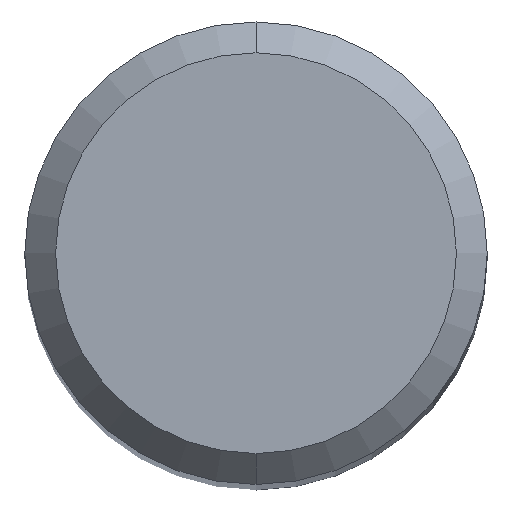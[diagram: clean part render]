
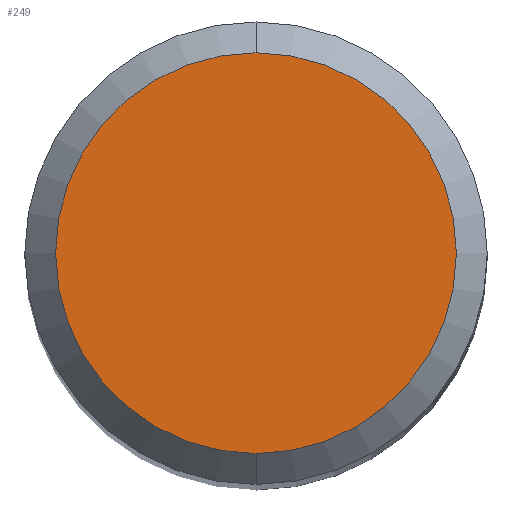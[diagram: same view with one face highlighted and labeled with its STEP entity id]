
A CAD part, top view. The second image highlights one B-rep face of the part: STEP entity #249.
In plain terms, the highlighted planar face has unit normal (0, 0, 1).
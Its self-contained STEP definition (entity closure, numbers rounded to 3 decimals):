
#249=ADVANCED_FACE('',(#612),#613,.T.);
#255=VERTEX_POINT('',#619);
#407=EDGE_CURVE('',#255,#439,#793,.T.);
#423=EDGE_CURVE('',#439,#255,#809,.T.);
#439=VERTEX_POINT('',#828);
#612=FACE_OUTER_BOUND('',#1033,.T.);
#613=PLANE('',#1034);
#619=CARTESIAN_POINT('',(0.0,2.6,0.0));
#793=CIRCLE('',#1371,2.6);
#809=CIRCLE('',#1392,2.6);
#828=CARTESIAN_POINT('',(0.,-2.6,0.0));
#1033=EDGE_LOOP('',(#1708,#1709));
#1034=AXIS2_PLACEMENT_3D('',#1710,#1711,#1712);
#1371=AXIS2_PLACEMENT_3D('',#1931,#1932,#1933);
#1392=AXIS2_PLACEMENT_3D('',#1940,#1941,#1942);
#1708=ORIENTED_EDGE('',*,*,#407,.F.);
#1709=ORIENTED_EDGE('',*,*,#423,.F.);
#1710=CARTESIAN_POINT('',(0.0,1.3,0.0));
#1711=DIRECTION('',(-0.0,0.0,1.0));
#1712=DIRECTION('',(0.0,-1.0,0.0));
#1931=CARTESIAN_POINT('',(0.0,0.0,0.0));
#1932=DIRECTION('',(0.0,0.0,-1.0));
#1933=DIRECTION('',(0.0,1.0,0.0));
#1940=CARTESIAN_POINT('',(0.0,0.0,0.0));
#1941=DIRECTION('',(0.0,0.0,-1.0));
#1942=DIRECTION('',(0.0,1.0,0.0));
